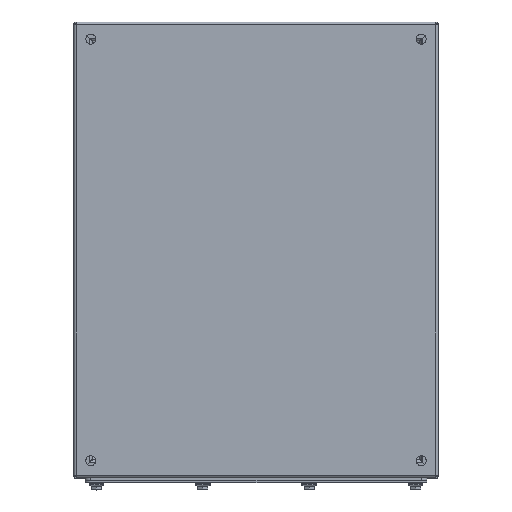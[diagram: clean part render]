
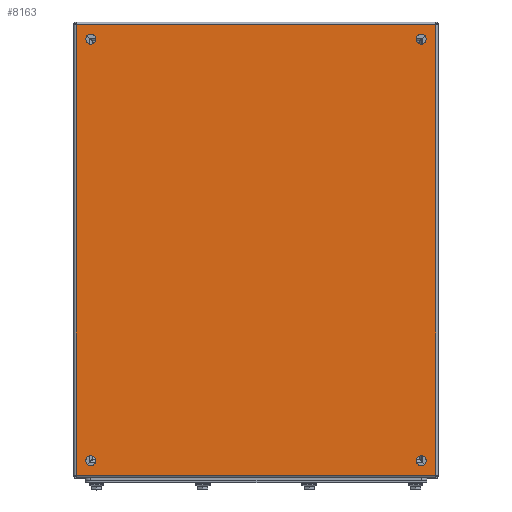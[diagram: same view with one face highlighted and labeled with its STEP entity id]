
A CAD part, top view. The second image highlights one B-rep face of the part: STEP entity #8163.
In plain terms, the highlighted planar face has unit normal (0, 0, 1).
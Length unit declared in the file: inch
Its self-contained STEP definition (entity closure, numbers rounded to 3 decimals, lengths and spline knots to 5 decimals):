
#69 = EDGE_CURVE ( 'NONE', #31681, #87685, #58758, .T. ) ;
#3206 = VECTOR ( 'NONE', #38223, 39.37008 ) ;
#4250 = AXIS2_PLACEMENT_3D ( 'NONE', #41867, #24737, #25757 ) ;
#4754 = DIRECTION ( 'NONE',  ( 0., 0., -1. ) ) ;
#8163 = ADVANCED_FACE ( 'NONE', ( #86491, #14391, #15386, #92773, #84448 ), #61544, .F. ) ;
#8716 = CARTESIAN_POINT ( 'NONE',  ( 19.125, 0.625, 6.9175 ) ) ;
#9740 = DIRECTION ( 'NONE',  ( 0., 0., -1. ) ) ;
#10693 = CIRCLE ( 'NONE', #4250, 0.21875 ) ;
#12014 = EDGE_LOOP ( 'NONE', ( #98587 ) ) ;
#14391 = FACE_BOUND ( 'NONE', #75238, .T. ) ;
#15386 = FACE_BOUND ( 'NONE', #56084, .T. ) ;
#17934 = ORIENTED_EDGE ( 'NONE', *, *, #94842, .F. ) ;
#19691 = AXIS2_PLACEMENT_3D ( 'NONE', #28132, #4754, #76349 ) ;
#20915 = ORIENTED_EDGE ( 'NONE', *, *, #79298, .T. ) ;
#21476 = LINE ( 'NONE', #60350, #64870 ) ;
#21657 = CARTESIAN_POINT ( 'NONE',  ( 3.99588, 9.875, 6.9175 ) ) ;
#24737 = DIRECTION ( 'NONE',  ( 0., 0., -1. ) ) ;
#25757 = DIRECTION ( 'NONE',  ( -1., 0., 0. ) ) ;
#26685 = VERTEX_POINT ( 'NONE', #68556 ) ;
#28027 = AXIS2_PLACEMENT_3D ( 'NONE', #8716, #9740, #41437 ) ;
#28132 = CARTESIAN_POINT ( 'NONE',  ( 4.625, 0.625, 6.9175 ) ) ;
#28480 = CARTESIAN_POINT ( 'NONE',  ( 18.90625, 0.625, 6.9175 ) ) ;
#29809 = DIRECTION ( 'NONE',  ( 0., 0., -1. ) ) ;
#30489 = ORIENTED_EDGE ( 'NONE', *, *, #69, .F. ) ;
#30906 = EDGE_LOOP ( 'NONE', ( #99867, #17934, #89830, #30489 ) ) ;
#31681 = VERTEX_POINT ( 'NONE', #97304 ) ;
#32779 = ORIENTED_EDGE ( 'NONE', *, *, #62257, .T. ) ;
#34742 = CARTESIAN_POINT ( 'NONE',  ( 4.40625, 19.125, 6.9175 ) ) ;
#35366 = VERTEX_POINT ( 'NONE', #50475 ) ;
#35729 = EDGE_CURVE ( 'NONE', #26685, #31681, #82194, .T. ) ;
#37565 = CARTESIAN_POINT ( 'NONE',  ( 4.625, 19.125, 6.9175 ) ) ;
#38223 = DIRECTION ( 'NONE',  ( 0., 1., 0. ) ) ;
#41437 = DIRECTION ( 'NONE',  ( -1., 0., 0. ) ) ;
#41867 = CARTESIAN_POINT ( 'NONE',  ( 19.125, 19.125, 6.9175 ) ) ;
#44888 = DIRECTION ( 'NONE',  ( -1., 0., 0. ) ) ;
#45801 = EDGE_LOOP ( 'NONE', ( #20915 ) ) ;
#46008 = CARTESIAN_POINT ( 'NONE',  ( 4.40625, 0.625, 6.9175 ) ) ;
#48178 = VECTOR ( 'NONE', #92071, 39.37008 ) ;
#49001 = DIRECTION ( 'NONE',  ( -1., 0., 0. ) ) ;
#49549 = CIRCLE ( 'NONE', #19691, 0.21875 ) ;
#50475 = CARTESIAN_POINT ( 'NONE',  ( 18.90625, 19.125, 6.9175 ) ) ;
#52126 = DIRECTION ( 'NONE',  ( 1., 0., 0. ) ) ;
#52701 = ORIENTED_EDGE ( 'NONE', *, *, #102284, .T. ) ;
#52800 = LINE ( 'NONE', #21657, #3206 ) ;
#56084 = EDGE_LOOP ( 'NONE', ( #52701 ) ) ;
#57048 = VERTEX_POINT ( 'NONE', #34742 ) ;
#58758 = LINE ( 'NONE', #80602, #58968 ) ;
#58968 = VECTOR ( 'NONE', #49001, 39.37008 ) ;
#59196 = VERTEX_POINT ( 'NONE', #83431 ) ;
#60350 = CARTESIAN_POINT ( 'NONE',  ( 11.875, 19.75413, 6.9175 ) ) ;
#61030 = CARTESIAN_POINT ( 'NONE',  ( 11.875, 9.875, 6.9175 ) ) ;
#61544 = PLANE ( 'NONE',  #87402 ) ;
#61613 = CIRCLE ( 'NONE', #84865, 0.21875 ) ;
#62257 = EDGE_CURVE ( 'NONE', #35366, #35366, #10693, .T. ) ;
#64870 = VECTOR ( 'NONE', #52126, 39.37008 ) ;
#66192 = EDGE_CURVE ( 'NONE', #87685, #59196, #52800, .T. ) ;
#68294 = DIRECTION ( 'NONE',  ( -1., 0., 0. ) ) ;
#68556 = CARTESIAN_POINT ( 'NONE',  ( 19.75413, 19.75413, 6.9175 ) ) ;
#70290 = VERTEX_POINT ( 'NONE', #46008 ) ;
#75238 = EDGE_LOOP ( 'NONE', ( #32779 ) ) ;
#75973 = EDGE_CURVE ( 'NONE', #57048, #57048, #61613, .T. ) ;
#76349 = DIRECTION ( 'NONE',  ( -1., 0., 0. ) ) ;
#79298 = EDGE_CURVE ( 'NONE', #84535, #84535, #84334, .T. ) ;
#80602 = CARTESIAN_POINT ( 'NONE',  ( 11.875, -0.00412, 6.9175 ) ) ;
#82194 = LINE ( 'NONE', #99877, #48178 ) ;
#83431 = CARTESIAN_POINT ( 'NONE',  ( 3.99588, 19.75413, 6.9175 ) ) ;
#84334 = CIRCLE ( 'NONE', #28027, 0.21875 ) ;
#84448 = FACE_OUTER_BOUND ( 'NONE', #30906, .T. ) ;
#84535 = VERTEX_POINT ( 'NONE', #28480 ) ;
#84865 = AXIS2_PLACEMENT_3D ( 'NONE', #37565, #29809, #44888 ) ;
#86491 = FACE_BOUND ( 'NONE', #12014, .T. ) ;
#87402 = AXIS2_PLACEMENT_3D ( 'NONE', #61030, #94310, #68294 ) ;
#87685 = VERTEX_POINT ( 'NONE', #98669 ) ;
#89830 = ORIENTED_EDGE ( 'NONE', *, *, #66192, .F. ) ;
#92071 = DIRECTION ( 'NONE',  ( 0., -1., 0. ) ) ;
#92773 = FACE_BOUND ( 'NONE', #45801, .T. ) ;
#94310 = DIRECTION ( 'NONE',  ( 0., 0., -1. ) ) ;
#94842 = EDGE_CURVE ( 'NONE', #59196, #26685, #21476, .T. ) ;
#97304 = CARTESIAN_POINT ( 'NONE',  ( 19.75413, -0.00412, 6.9175 ) ) ;
#98587 = ORIENTED_EDGE ( 'NONE', *, *, #75973, .T. ) ;
#98669 = CARTESIAN_POINT ( 'NONE',  ( 3.99588, -0.00412, 6.9175 ) ) ;
#99867 = ORIENTED_EDGE ( 'NONE', *, *, #35729, .F. ) ;
#99877 = CARTESIAN_POINT ( 'NONE',  ( 19.75413, 9.875, 6.9175 ) ) ;
#102284 = EDGE_CURVE ( 'NONE', #70290, #70290, #49549, .T. ) ;
